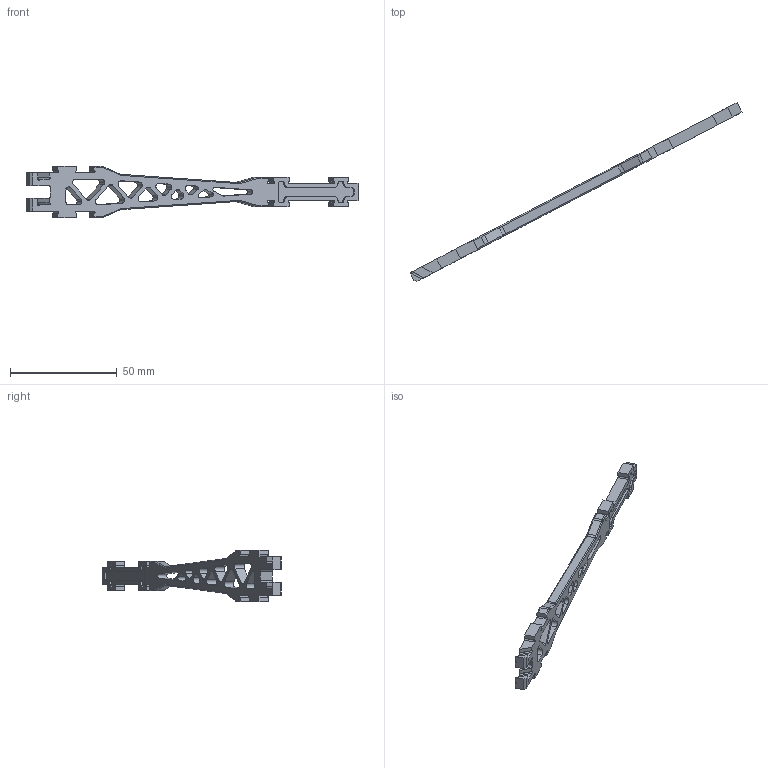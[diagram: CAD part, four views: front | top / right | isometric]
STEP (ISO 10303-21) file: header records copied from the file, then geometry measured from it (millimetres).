
FILE_DESCRIPTION(/* description */ (''),/* implementation_level */ '2;1');
FILE_NAME(/* name */ 'Arm_v0.2_B.step',/* time_stamp */ '2023-06-24T08:37:31+08:00',/* author */ (''),/* organization */ (''),/* preprocessor_version */ 'ST-DEVELOPER v19.2',/* originating_system */ 'Autodesk Translation Framework v12.6.0.85',/* authorisation */ '');
FILE_SCHEMA (('AUTOMOTIVE_DESIGN { 1 0 10303 214 3 1 1 }'));
Length unit declared in the file: millimetre
Products named in the file (1): Fusion 零部件
Bounding box: 155.31 x 83.62 x 24 mm (x, y, z)
Volume: 8468.4 mm3; surface area: 7475 mm2
Topology: 1 solids, 1 shells, 247 faces, 695 edges, 452 vertices
Faces by surface type: plane 140, cylinder 91, cone 16
Entity records: 8035 total; most frequent: CARTESIAN_POINT 1397, ORIENTED_EDGE 1390, DIRECTION 1389, EDGE_CURVE 695, LINE 495, VECTOR 495, VERTEX_POINT 452, AXIS2_PLACEMENT_3D 447
